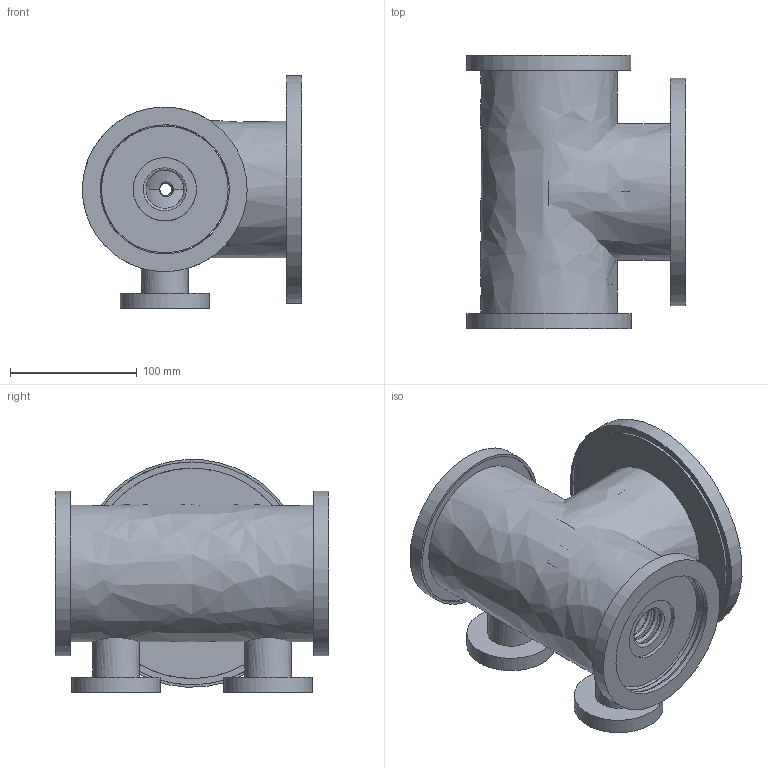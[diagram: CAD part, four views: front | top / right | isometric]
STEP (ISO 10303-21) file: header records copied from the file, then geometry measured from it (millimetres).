
FILE_DESCRIPTION((''),'2;1');
FILE_NAME('CAMERA.stp', '2006-05-19T09:54:36',('User'),('SDRC'),'I-DEAS Master Series 9','UNIX', 'Yes');
FILE_SCHEMA(('CONFIG_CONTROL_DESIGN', 'GEOMETRIC_VALIDATION_PROPERTIES_MIM','SHAPE_APPEARANCE_LAYER_MIM'));
Length unit declared in the file: millimetre
Assembly tree (30 placements, depth 0):
Bounding box: 173 x 216 x 183.83 mm (x, y, z)
Volume: 982809.3 mm3; surface area: 443488.9 mm2
Topology: 34 solids, 34 shells, 235 faces, 470 edges, 306 vertices
Faces by surface type: bspline 235
Entity records: 7707 total; most frequent: CARTESIAN_POINT 2897, ORIENTED_EDGE 504, EDGE_CURVE 252, PERSON 196, ORGANIZATION 196, PERSON_AND_ORGANIZATION 196, VERTEX_POINT 163, EDGE_LOOP 149
